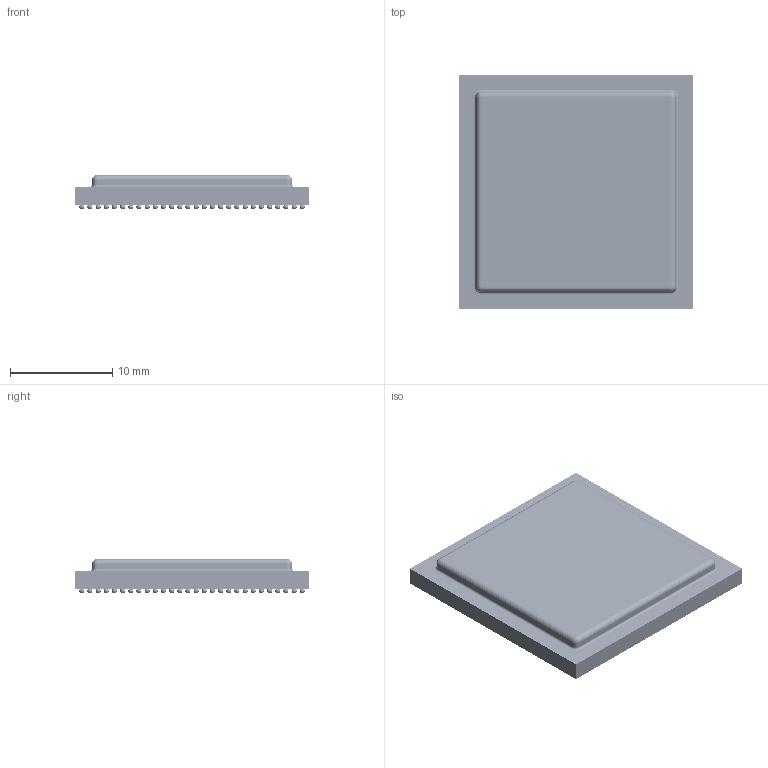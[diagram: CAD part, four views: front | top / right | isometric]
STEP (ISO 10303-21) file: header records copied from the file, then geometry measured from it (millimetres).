
FILE_DESCRIPTION(/* description */ (''),/* implementation_level */ '2;1');
FILE_NAME(/* name */ 'BGA784C80P28X28_2300X2300X332.stp',/* time_stamp */ '2017-08-14T15:36:18+02:00',/* author */ ('jchouvet'),/* organization */ (''),/* preprocessor_version */ 'ST-DEVELOPER v16.1',/* originating_system */ 'AutoCAD Mechanical',/* authorisation */ '');
FILE_SCHEMA (('AUTOMOTIVE_DESIGN { 1 0 10303 214 3 1 1 }'));
Length unit declared in the file: millimetre
Products named in the file (1): Product
Bounding box: 23 x 23 x 3.32 mm (x, y, z)
Volume: 1421.4 mm3; surface area: 2949.5 mm2
Topology: 787 solids, 787 shells, 2394 faces, 3218 edges, 2400 vertices
Faces by surface type: plane 1588, sphere 788, cylinder 14, torus 4
Full cylindrical faces by diameter (mm): 1 x2
Entity records: 39501 total; most frequent: DIRECTION 8038, CARTESIAN_POINT 5659, AXIS2_PLACEMENT_3D 3995, ORIENTED_EDGE 3296, EDGE_LOOP 3182, FACE_OUTER_BOUND 2394, ADVANCED_FACE 2394, EDGE_CURVE 1648
